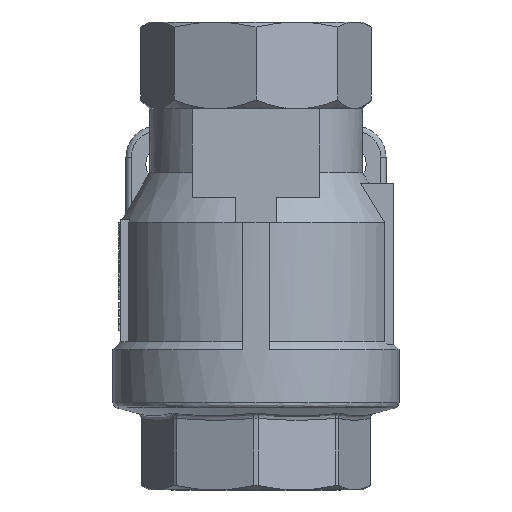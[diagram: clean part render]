
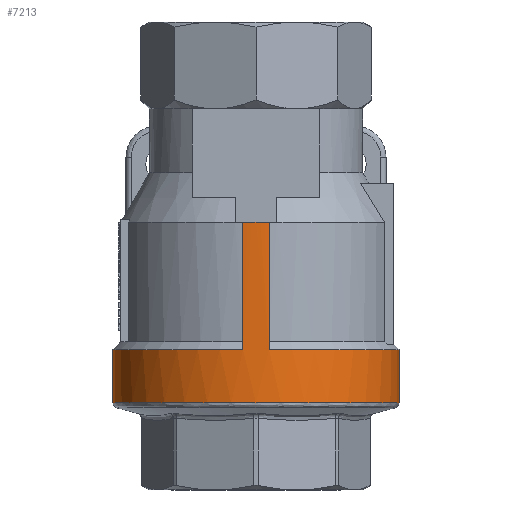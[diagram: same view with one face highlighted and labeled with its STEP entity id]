
A CAD part, front view. The second image highlights one B-rep face of the part: STEP entity #7213.
In plain terms, the highlighted cylindrical face has radius 27.5 mm (diameter 55 mm), a partial arc.
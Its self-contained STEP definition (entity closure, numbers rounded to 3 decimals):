
#291 = VERTEX_POINT('',#292);
#292 = CARTESIAN_POINT('',(28.233,0.,27.5));
#299 = EDGE_CURVE('',#300,#291,#302,.T.);
#300 = VERTEX_POINT('',#301);
#301 = CARTESIAN_POINT('',(28.233,0.,-27.5));
#302 = CIRCLE('',#303,27.5);
#303 = AXIS2_PLACEMENT_3D('',#304,#305,#306);
#304 = CARTESIAN_POINT('',(28.233,0.,0.));
#305 = DIRECTION('',(-1.,-0.,-0.));
#306 = DIRECTION('',(0.,0.,-1.));
#1340 = VERTEX_POINT('',#1341);
#1341 = CARTESIAN_POINT('',(18.,0.,27.5));
#1348 = EDGE_CURVE('',#1340,#291,#1349,.T.);
#1349 = LINE('',#1350,#1351);
#1350 = CARTESIAN_POINT('',(21.5,0.,27.5));
#1351 = VECTOR('',#1352,1.);
#1352 = DIRECTION('',(1.,0.,0.));
#1361 = EDGE_CURVE('',#1362,#300,#1364,.T.);
#1362 = VERTEX_POINT('',#1363);
#1363 = CARTESIAN_POINT('',(18.,0.,-27.5));
#1364 = LINE('',#1365,#1366);
#1365 = CARTESIAN_POINT('',(21.5,0.,-27.5));
#1366 = VECTOR('',#1367,1.);
#1367 = DIRECTION('',(1.,0.,0.));
#1688 = EDGE_CURVE('',#1689,#1362,#1691,.T.);
#1689 = VERTEX_POINT('',#1690);
#1690 = CARTESIAN_POINT('',(18.,-27.386,-2.5));
#1691 = CIRCLE('',#1692,27.5);
#1692 = AXIS2_PLACEMENT_3D('',#1693,#1694,#1695);
#1693 = CARTESIAN_POINT('',(18.,0.,0.));
#1694 = DIRECTION('',(1.,0.,0.));
#1695 = DIRECTION('',(0.,0.,-1.));
#7213 = ADVANCED_FACE('',(#7214),#7261,.T.);
#7214 = FACE_BOUND('',#7215,.T.);
#7215 = EDGE_LOOP('',(#7216,#7217,#7226,#7234,#7243,#7252,#7258,#7259,
    #7260));
#7216 = ORIENTED_EDGE('',*,*,#1348,.F.);
#7217 = ORIENTED_EDGE('',*,*,#7218,.T.);
#7218 = EDGE_CURVE('',#1340,#7219,#7221,.T.);
#7219 = VERTEX_POINT('',#7220);
#7220 = CARTESIAN_POINT('',(18.,-27.386,2.5));
#7221 = CIRCLE('',#7222,27.5);
#7222 = AXIS2_PLACEMENT_3D('',#7223,#7224,#7225);
#7223 = CARTESIAN_POINT('',(18.,0.,0.));
#7224 = DIRECTION('',(1.,0.,0.));
#7225 = DIRECTION('',(0.,0.,-1.));
#7226 = ORIENTED_EDGE('',*,*,#7227,.T.);
#7227 = EDGE_CURVE('',#7219,#7228,#7230,.T.);
#7228 = VERTEX_POINT('',#7229);
#7229 = CARTESIAN_POINT('',(-6.474,-27.386,2.5));
#7230 = LINE('',#7231,#7232);
#7231 = CARTESIAN_POINT('',(21.5,-27.386,2.5));
#7232 = VECTOR('',#7233,1.);
#7233 = DIRECTION('',(-1.,-0.,-0.));
#7234 = ORIENTED_EDGE('',*,*,#7235,.T.);
#7235 = EDGE_CURVE('',#7228,#7236,#7238,.T.);
#7236 = VERTEX_POINT('',#7237);
#7237 = CARTESIAN_POINT('',(-6.474,-27.5,0.));
#7238 = CIRCLE('',#7239,27.5);
#7239 = AXIS2_PLACEMENT_3D('',#7240,#7241,#7242);
#7240 = CARTESIAN_POINT('',(-6.474,0.,0.));
#7241 = DIRECTION('',(1.,0.,0.));
#7242 = DIRECTION('',(0.,0.,-1.));
#7243 = ORIENTED_EDGE('',*,*,#7244,.T.);
#7244 = EDGE_CURVE('',#7236,#7245,#7247,.T.);
#7245 = VERTEX_POINT('',#7246);
#7246 = CARTESIAN_POINT('',(-6.474,-27.386,-2.5));
#7247 = CIRCLE('',#7248,27.5);
#7248 = AXIS2_PLACEMENT_3D('',#7249,#7250,#7251);
#7249 = CARTESIAN_POINT('',(-6.474,0.,0.));
#7250 = DIRECTION('',(1.,0.,0.));
#7251 = DIRECTION('',(0.,0.,-1.));
#7252 = ORIENTED_EDGE('',*,*,#7253,.T.);
#7253 = EDGE_CURVE('',#7245,#1689,#7254,.T.);
#7254 = LINE('',#7255,#7256);
#7255 = CARTESIAN_POINT('',(21.5,-27.386,-2.5));
#7256 = VECTOR('',#7257,1.);
#7257 = DIRECTION('',(1.,0.,0.));
#7258 = ORIENTED_EDGE('',*,*,#1688,.T.);
#7259 = ORIENTED_EDGE('',*,*,#1361,.T.);
#7260 = ORIENTED_EDGE('',*,*,#299,.T.);
#7261 = CYLINDRICAL_SURFACE('',#7262,27.5);
#7262 = AXIS2_PLACEMENT_3D('',#7263,#7264,#7265);
#7263 = CARTESIAN_POINT('',(21.5,0.,0.));
#7264 = DIRECTION('',(1.,0.,0.));
#7265 = DIRECTION('',(0.,0.,-1.));
